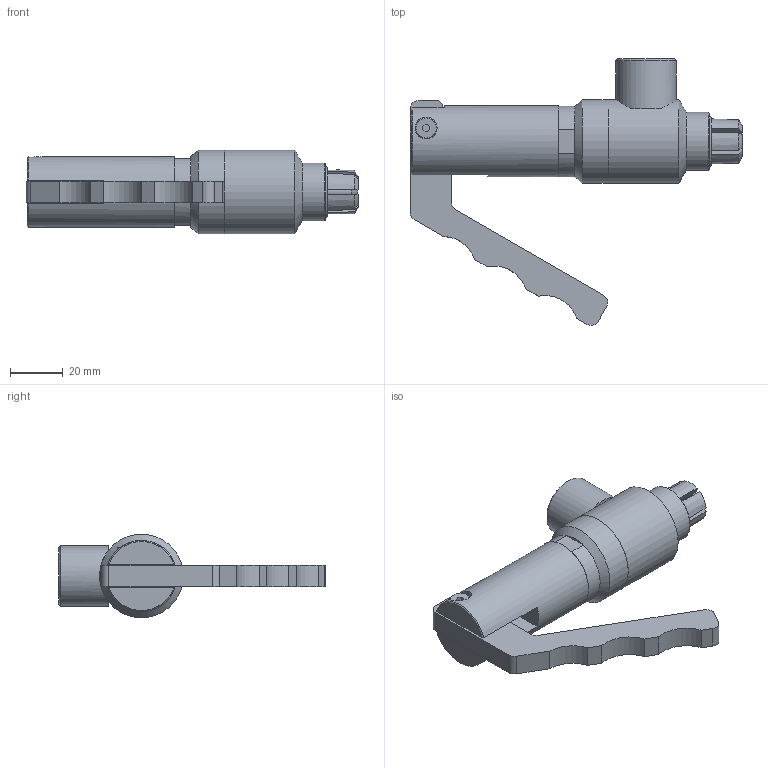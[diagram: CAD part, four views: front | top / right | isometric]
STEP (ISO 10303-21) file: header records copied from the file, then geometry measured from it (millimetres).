
FILE_DESCRIPTION(/* description */ (''),/* implementation_level */ '2;1');
FILE_NAME(/* name */ 'FNL-062061.stp',/* time_stamp */ '2021-07-27T15:53:34-05:00',/* author */ ('scott.gulden'),/* organization */ ('FasTest,Inc.'),/* preprocessor_version */ 'ST-DEVELOPER v17.2',/* originating_system */ 'Autodesk Inventor 2019',/* authorisation */ '');
FILE_SCHEMA (('AUTOMOTIVE_DESIGN { 1 0 10303 214 3 1 1 }'));
Length unit declared in the file: inch
Products named in the file (1): FNP-062061
Bounding box: 125.88 x 101.09 x 31.75 mm (x, y, z)
Volume: 83266.7 mm3; surface area: 22064.3 mm2
Topology: 3 solids, 3 shells, 144 faces, 386 edges, 260 vertices
Faces by surface type: plane 86, cone 30, cylinder 26, torus 2
Full cylindrical faces by diameter (mm): 4.826 x2, 4.978 x1, 6.545 x1, 6.756 x1, 8.157 x1, 8.331 x1, 13.894 x1, 14.961 x1, 21.971 x1, 22.86 x1, 25.044 x1, 26.924 x1, 27.483 x1, 31.75 x2
Entity records: 4653 total; most frequent: CARTESIAN_POINT 981, DIRECTION 774, ORIENTED_EDGE 770, EDGE_CURVE 385, AXIS2_PLACEMENT_3D 295, VERTEX_POINT 260, LINE 184, VECTOR 184
